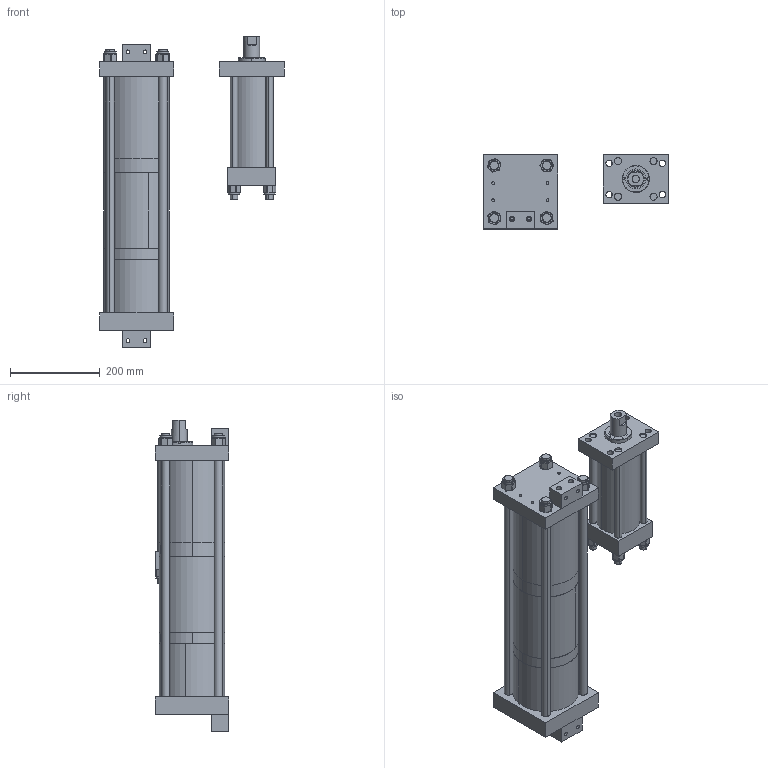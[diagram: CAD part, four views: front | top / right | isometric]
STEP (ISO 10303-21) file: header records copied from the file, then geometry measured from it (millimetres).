
FILE_DESCRIPTION (( 'STEP AP203' ), '1' );
FILE_NAME ('HPX-5-4.00-.50-FH.STEP', '2021-01-18T17:57:06', ( '' ), ( '' ), 'SwSTEP 2.0', 'SolidWorks 2018', '' );
FILE_SCHEMA (( 'CONFIG_CONTROL_DESIGN' ));
Length unit declared in the file: inch
Products named in the file (18): E0460_HPX-5-4-.25; E0404; NLN .75; E1063_HPX-5-4.00-.50; E0459; E0401_Work Rod HPI-4-2-.25; G1010; F0403; ES1014_HPX-5-6.00-.50; E1061_HPX-5-6.00-.50; E10BRK; E1013; F1062; E1011_HPX-5-4.00-.25; E1064; ES0405_HPX-5-4.00-.25; HPX-5-4.00-.50-FH; NLN .625
Assembly tree (30 placements, depth 2):
  HPX-5-4.00-.50-FH
    E0404
    F0403
    E0401_Work Rod HPI-4-2-.25
    E0459
    NLN .625  x4
    E1064
    E1013
    G1010
    F1062
    E10BRK  x2
    NLN .75  x4
    ES0405_HPX-5-4.00-.25
    E0460_HPX-5-4-.25  x4
    E1011_HPX-5-4.00-.25
    ES1014_HPX-5-6.00-.50
    E1061_HPX-5-6.00-.50
    E1063_HPX-5-4.00-.50  x4
Bounding box: 412.75 x 165.1 x 694.92 mm (x, y, z)
Volume: 7467056.1 mm3; surface area: 1283354.4 mm2
Topology: 31 solids, 31 shells, 781 faces, 1833 edges, 1055 vertices
Faces by surface type: cylinder 395, plane 246, sphere 49, bspline 48, cone 43
Entity records: 16504 total; most frequent: CARTESIAN_POINT 3557, DIRECTION 2439, ORIENTED_EDGE 2030, EDGE_CURVE 1015, AXIS2_PLACEMENT_3D 1006, VERTEX_POINT 643, EDGE_LOOP 580, CIRCLE 534
